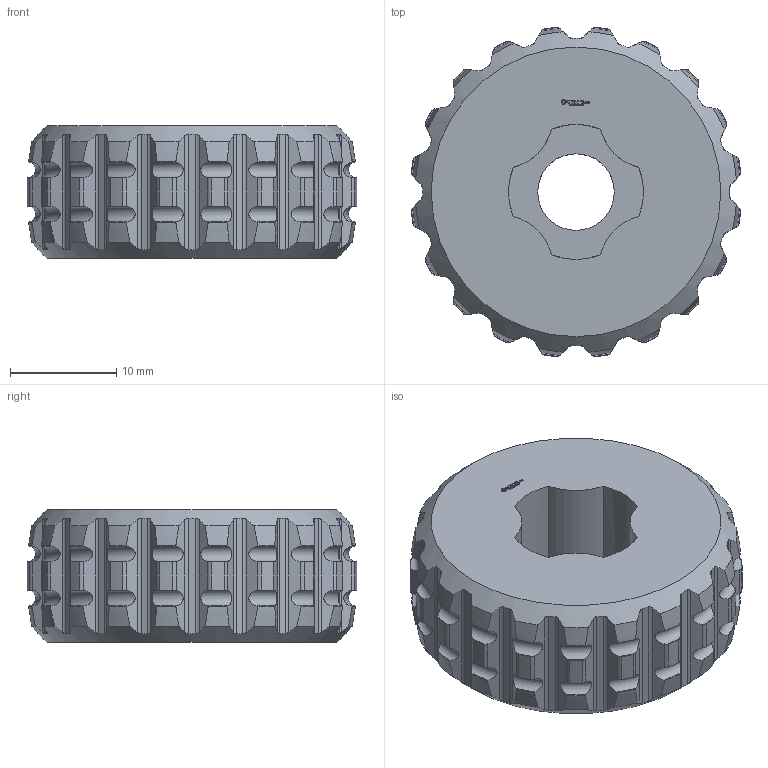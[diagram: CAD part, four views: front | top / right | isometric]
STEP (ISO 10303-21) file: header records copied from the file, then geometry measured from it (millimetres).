
FILE_DESCRIPTION(('FreeCAD Model'),'2;1');
FILE_NAME('Open CASCADE Shape Model','2023-12-20T18:49:25',(''),(''), 'Open CASCADE STEP processor 7.6','FreeCAD','Unknown');
FILE_SCHEMA(('AUTOMOTIVE_DESIGN { 1 0 10303 214 1 1 1 1 }'));
Length unit declared in the file: millimetre
Products named in the file (1): Wheel GND TTRD PLN BU02.50x01.00 - SPN-WHL-0003 (stemfie.org)
Bounding box: 31.03 x 31.03 x 12.5 mm (x, y, z)
Volume: 7403.7 mm3; surface area: 3085.4 mm2
Topology: 1 solids, 1 shells, 892 faces, 2551 edges, 1700 vertices
Faces by surface type: plane 376, cylinder 193, extrusion 154, cone 89, revolution 40, torus 40
Full cylindrical faces by diameter (mm): 2 x4, 7.2 x1
Entity records: 88181 total; most frequent: CARTESIAN_POINT 35419, DIRECTION 6995, ORIENTED_EDGE 5102, PCURVE 5102, DEFINITIONAL_REPRESENTATION 5102, VECTOR 4623, LINE 4469, B_SPLINE_CURVE_WITH_KNOTS 2830
